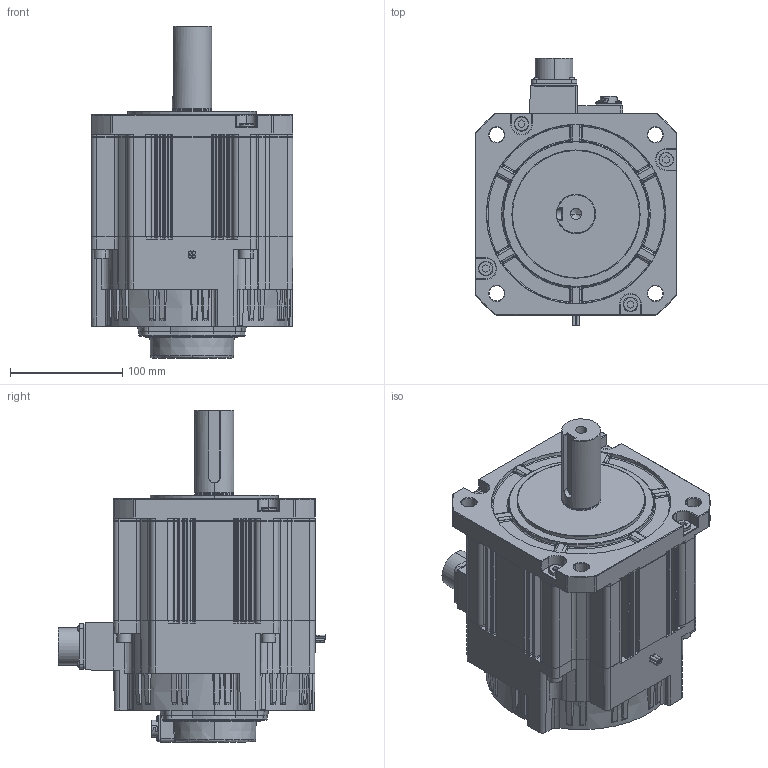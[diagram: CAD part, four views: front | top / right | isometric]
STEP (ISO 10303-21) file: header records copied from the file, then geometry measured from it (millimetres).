
FILE_DESCRIPTION (( 'STEP AP203' ), '1' );
FILE_NAME ('SV-X2MG290A-B4LA.STEP', '2021-10-12T09:21:58', ( 'China' ), ( 'Microsoft' ), 'SwSTEP 2.0', 'SolidWorks 2016', '' );
FILE_SCHEMA (( 'CONFIG_CONTROL_DESIGN' ));
Length unit declared in the file: millimetre
Products named in the file (1): SV-X2MG290A-B4LA
Bounding box: 180 x 238.67 x 296 mm (x, y, z)
Volume: 5431565.8 mm3; surface area: 261930.4 mm2
Topology: 1 solids, 7 shells, 2171 faces, 5618 edges, 3485 vertices
Faces by surface type: plane 840, cylinder 704, cone 316, bspline 157, torus 92, sphere 62
Entity records: 74747 total; most frequent: CARTESIAN_POINT 23370, ORIENTED_EDGE 11080, DIRECTION 10582, EDGE_CURVE 5540, AXIS2_PLACEMENT_3D 4051, VERTEX_POINT 3457, LINE 2480, VECTOR 2480
